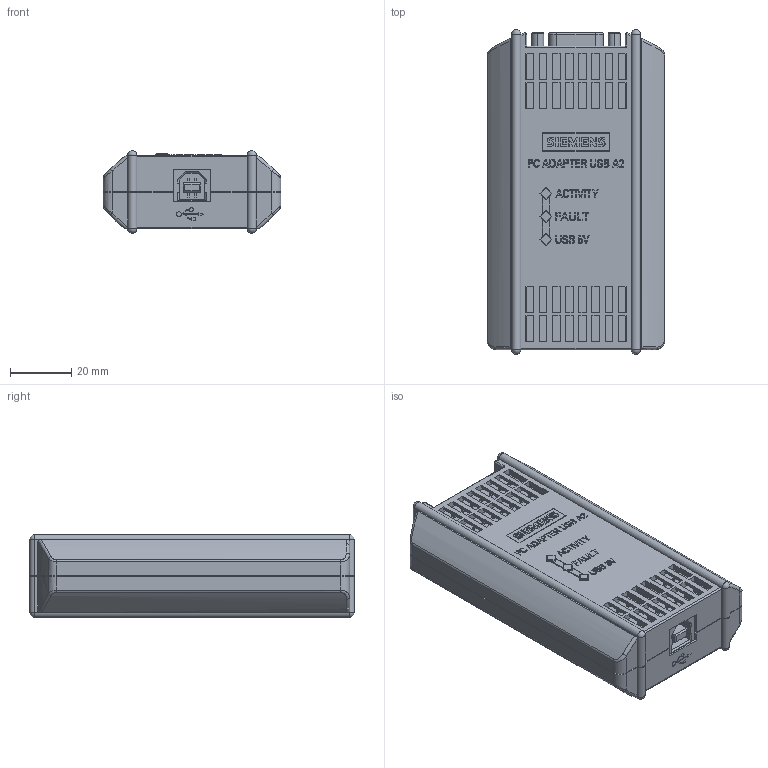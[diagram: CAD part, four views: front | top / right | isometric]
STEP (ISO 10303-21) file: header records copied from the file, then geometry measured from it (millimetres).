
FILE_DESCRIPTION (( 'STEP AP214' ), '1' );
FILE_NAME ('6GK15710BA000AA0_001_STEP1.STEP', '2013-03-11T14:55:23', ( '' ), ( '' ), 'SwSTEP 2.0', 'SolidWorks 2013', '' );
FILE_SCHEMA (( 'AUTOMOTIVE_DESIGN' ));
Length unit declared in the file: millimetre
Products named in the file (3): 6GK15710BA000AA0_001_STEP1; Beschriftung_1; Body_1
Assembly tree (2 placements, depth 2):
  6GK15710BA000AA0_001_STEP1
    Body_1
    Beschriftung_1
Bounding box: 58 x 105.83 x 26.92 mm (x, y, z)
Volume: 127324.6 mm3; surface area: 24225.9 mm2
Topology: 1 solids, 88 shells, 946 faces, 5149 edges, 4237 vertices
Faces by surface type: plane 693, cylinder 159, sphere 40, torus 32, bspline 14, cone 8
Entity records: 56820 total; most frequent: CARTESIAN_POINT 12547, ORIENTED_EDGE 7709, DIRECTION 7079, EDGE_CURVE 5145, LINE 4379, VECTOR 4379, VERTEX_POINT 4237, AXIS2_PLACEMENT_3D 1350
